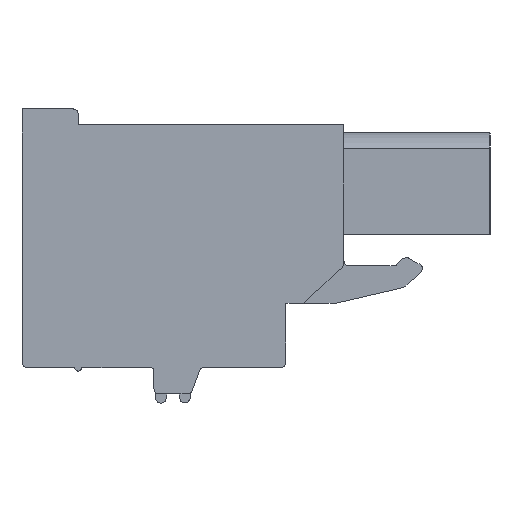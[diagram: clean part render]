
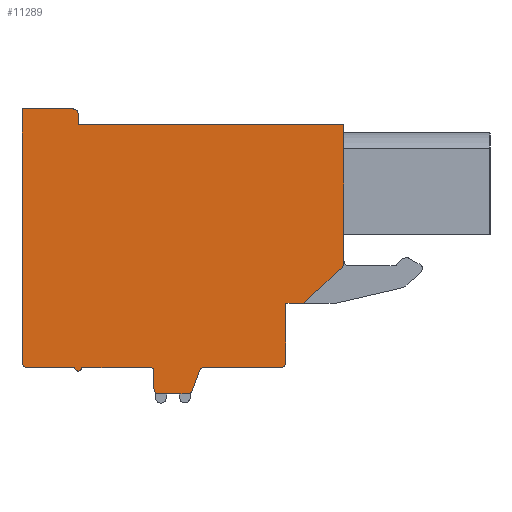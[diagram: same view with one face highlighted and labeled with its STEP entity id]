
A CAD part, left-side view. The second image highlights one B-rep face of the part: STEP entity #11289.
In plain terms, the highlighted planar face has unit normal (-1, 0, 0).
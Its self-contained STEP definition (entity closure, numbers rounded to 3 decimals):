
#468=DIRECTION('',(0.,0.,1.));
#469=VECTOR('',#468,7.87);
#470=CARTESIAN_POINT('',(-51.42,-5.66,-0.91));
#471=LINE('',#470,#469);
#2092=CARTESIAN_POINT('',(-51.42,-5.36,-0.91));
#2093=DIRECTION('',(1.,0.,0.));
#2094=DIRECTION('',(0.,-1.,0.));
#2095=AXIS2_PLACEMENT_3D('',#2092,#2093,#2094);
#2097=DIRECTION('',(0.,0.731,-0.683));
#2098=VECTOR('',#2097,3.018);
#2099=CARTESIAN_POINT('',(-51.42,-5.565,-1.129));
#2100=LINE('',#2099,#2098);
#2101=DIRECTION('',(0.,1.,0.));
#2102=VECTOR('',#2101,1.);
#2103=CARTESIAN_POINT('',(-51.42,-3.36,-3.19));
#2104=LINE('',#2103,#2102);
#2105=DIRECTION('',(0.,0.,-1.));
#2106=VECTOR('',#2105,3.35);
#2107=CARTESIAN_POINT('',(-51.42,-2.36,-3.19));
#2108=LINE('',#2107,#2106);
#2109=CARTESIAN_POINT('',(-51.42,-2.06,-6.54));
#2110=DIRECTION('',(1.,0.,0.));
#2111=DIRECTION('',(0.,-1.,0.));
#2112=AXIS2_PLACEMENT_3D('',#2109,#2110,#2111);
#2114=DIRECTION('',(0.,1.,0.));
#2115=VECTOR('',#2114,4.34);
#2116=CARTESIAN_POINT('',(-51.42,-2.06,-6.84));
#2117=LINE('',#2116,#2115);
#2118=CARTESIAN_POINT('',(-51.42,2.28,-7.14));
#2119=DIRECTION('',(-1.,0.,0.));
#2120=DIRECTION('',(0.,0.,1.));
#2121=AXIS2_PLACEMENT_3D('',#2118,#2119,#2120);
#2123=DIRECTION('',(0.,0.345,-0.939));
#2124=VECTOR('',#2123,1.179);
#2125=CARTESIAN_POINT('',(-51.42,2.562,-7.037));
#2126=LINE('',#2125,#2124);
#2127=CARTESIAN_POINT('',(-51.42,3.25,-8.04));
#2128=DIRECTION('',(1.,0.,0.));
#2129=DIRECTION('',(0.,-0.939,-0.345));
#2130=AXIS2_PLACEMENT_3D('',#2127,#2128,#2129);
#2132=DIRECTION('',(0.,1.,0.));
#2133=VECTOR('',#2132,1.59);
#2134=CARTESIAN_POINT('',(-51.42,3.25,-8.34));
#2135=LINE('',#2134,#2133);
#2136=CARTESIAN_POINT('',(-51.42,4.84,-8.04));
#2137=DIRECTION('',(1.,0.,0.));
#2138=DIRECTION('',(0.,0.,-1.));
#2139=AXIS2_PLACEMENT_3D('',#2136,#2137,#2138);
#2141=DIRECTION('',(0.,0.,1.));
#2142=VECTOR('',#2141,1.);
#2143=CARTESIAN_POINT('',(-51.42,5.14,-8.04));
#2144=LINE('',#2143,#2142);
#2145=CARTESIAN_POINT('',(-51.42,5.34,-7.04));
#2146=DIRECTION('',(-1.,0.,0.));
#2147=DIRECTION('',(0.,-1.,0.));
#2148=AXIS2_PLACEMENT_3D('',#2145,#2146,#2147);
#2150=DIRECTION('',(0.,1.,0.));
#2151=VECTOR('',#2150,3.9);
#2152=CARTESIAN_POINT('',(-51.42,5.34,-6.84));
#2153=LINE('',#2152,#2151);
#2154=CARTESIAN_POINT('',(-51.42,9.44,-6.84));
#2155=DIRECTION('',(1.,0.,0.));
#2156=DIRECTION('',(0.,-1.,0.));
#2157=AXIS2_PLACEMENT_3D('',#2154,#2155,#2156);
#2159=DIRECTION('',(0.,1.,0.));
#2160=VECTOR('',#2159,2.7);
#2161=CARTESIAN_POINT('',(-51.42,9.64,-6.84));
#2162=LINE('',#2161,#2160);
#2163=CARTESIAN_POINT('',(-51.42,12.34,-6.54));
#2164=DIRECTION('',(1.,0.,0.));
#2165=DIRECTION('',(0.,0.,-1.));
#2166=AXIS2_PLACEMENT_3D('',#2163,#2164,#2165);
#2168=DIRECTION('',(0.,0.,1.));
#2169=VECTOR('',#2168,14.4);
#2170=CARTESIAN_POINT('',(-51.42,12.64,-6.54));
#2171=LINE('',#2170,#2169);
#2172=DIRECTION('',(0.,-1.,0.));
#2173=VECTOR('',#2172,2.9);
#2174=CARTESIAN_POINT('',(-51.42,12.64,7.86));
#2175=LINE('',#2174,#2173);
#2176=CARTESIAN_POINT('',(-51.42,9.74,7.56));
#2177=DIRECTION('',(1.,0.,0.));
#2178=DIRECTION('',(0.,0.,1.));
#2179=AXIS2_PLACEMENT_3D('',#2176,#2177,#2178);
#2181=DIRECTION('',(0.,0.,-1.));
#2182=VECTOR('',#2181,0.6);
#2183=CARTESIAN_POINT('',(-51.42,9.44,7.56));
#2184=LINE('',#2183,#2182);
#2185=DIRECTION('',(0.,-1.,0.));
#2186=VECTOR('',#2185,15.1);
#2187=CARTESIAN_POINT('',(-51.42,9.44,6.96));
#2188=LINE('',#2187,#2186);
#6437=CARTESIAN_POINT('',(-51.42,9.44,6.96));
#6438=CARTESIAN_POINT('',(-51.42,-5.66,6.96));
#6439=VERTEX_POINT('',#6437);
#6440=VERTEX_POINT('',#6438);
#6441=CARTESIAN_POINT('',(-51.42,-5.66,-0.91));
#6442=CARTESIAN_POINT('',(-51.42,-5.565,-1.129));
#6443=VERTEX_POINT('',#6441);
#6444=VERTEX_POINT('',#6442);
#6445=CARTESIAN_POINT('',(-51.42,-3.36,-3.19));
#6446=VERTEX_POINT('',#6445);
#6447=CARTESIAN_POINT('',(-51.42,-2.36,-3.19));
#6448=VERTEX_POINT('',#6447);
#6449=CARTESIAN_POINT('',(-51.42,-2.36,-6.54));
#6450=VERTEX_POINT('',#6449);
#6451=CARTESIAN_POINT('',(-51.42,-2.06,-6.84));
#6452=VERTEX_POINT('',#6451);
#6453=CARTESIAN_POINT('',(-51.42,2.28,-6.84));
#6454=VERTEX_POINT('',#6453);
#6455=CARTESIAN_POINT('',(-51.42,2.562,-7.037));
#6456=VERTEX_POINT('',#6455);
#6457=CARTESIAN_POINT('',(-51.42,2.968,-8.143));
#6458=VERTEX_POINT('',#6457);
#6459=CARTESIAN_POINT('',(-51.42,3.25,-8.34));
#6460=VERTEX_POINT('',#6459);
#6461=CARTESIAN_POINT('',(-51.42,4.84,-8.34));
#6462=VERTEX_POINT('',#6461);
#6463=CARTESIAN_POINT('',(-51.42,5.14,-8.04));
#6464=VERTEX_POINT('',#6463);
#6465=CARTESIAN_POINT('',(-51.42,5.14,-7.04));
#6466=VERTEX_POINT('',#6465);
#6467=CARTESIAN_POINT('',(-51.42,5.34,-6.84));
#6468=VERTEX_POINT('',#6467);
#6469=CARTESIAN_POINT('',(-51.42,9.24,-6.84));
#6470=VERTEX_POINT('',#6469);
#6471=CARTESIAN_POINT('',(-51.42,9.64,-6.84));
#6472=VERTEX_POINT('',#6471);
#6473=CARTESIAN_POINT('',(-51.42,12.34,-6.84));
#6474=VERTEX_POINT('',#6473);
#6475=CARTESIAN_POINT('',(-51.42,12.64,-6.54));
#6476=VERTEX_POINT('',#6475);
#6477=CARTESIAN_POINT('',(-51.42,12.64,7.86));
#6478=VERTEX_POINT('',#6477);
#6479=CARTESIAN_POINT('',(-51.42,9.74,7.86));
#6480=VERTEX_POINT('',#6479);
#6481=CARTESIAN_POINT('',(-51.42,9.44,7.56));
#6482=VERTEX_POINT('',#6481);
#11240=CARTESIAN_POINT('',(-51.42,0.,0.));
#11241=DIRECTION('',(1.,0.,0.));
#11242=DIRECTION('',(0.,-1.,0.));
#11243=AXIS2_PLACEMENT_3D('',#11240,#11241,#11242);
#11244=PLANE('',#11243);
#11245=ORIENTED_EDGE('',*,*,#8458,.F.);
#11246=ORIENTED_EDGE('',*,*,#11220,.T.);
#11247=ORIENTED_EDGE('',*,*,#11146,.T.);
#11248=ORIENTED_EDGE('',*,*,#11120,.T.);
#11250=ORIENTED_EDGE('',*,*,#11249,.T.);
#11252=ORIENTED_EDGE('',*,*,#11251,.T.);
#11254=ORIENTED_EDGE('',*,*,#11253,.T.);
#11256=ORIENTED_EDGE('',*,*,#11255,.T.);
#11258=ORIENTED_EDGE('',*,*,#11257,.T.);
#11260=ORIENTED_EDGE('',*,*,#11259,.T.);
#11262=ORIENTED_EDGE('',*,*,#11261,.T.);
#11264=ORIENTED_EDGE('',*,*,#11263,.T.);
#11266=ORIENTED_EDGE('',*,*,#11265,.T.);
#11268=ORIENTED_EDGE('',*,*,#11267,.T.);
#11270=ORIENTED_EDGE('',*,*,#11269,.T.);
#11272=ORIENTED_EDGE('',*,*,#11271,.T.);
#11274=ORIENTED_EDGE('',*,*,#11273,.T.);
#11276=ORIENTED_EDGE('',*,*,#11275,.T.);
#11278=ORIENTED_EDGE('',*,*,#11277,.T.);
#11280=ORIENTED_EDGE('',*,*,#11279,.T.);
#11282=ORIENTED_EDGE('',*,*,#11281,.T.);
#11284=ORIENTED_EDGE('',*,*,#11283,.T.);
#11286=ORIENTED_EDGE('',*,*,#11285,.T.);
#11287=EDGE_LOOP('',(#11245,#11246,#11247,#11248,#11250,#11252,#11254,#11256,
#11258,#11260,#11262,#11264,#11266,#11268,#11270,#11272,#11274,#11276,#11278,
#11280,#11282,#11284,#11286));
#11288=FACE_OUTER_BOUND('',#11287,.F.);
#11289=ADVANCED_FACE('',(#11288),#11244,.F.);
#2096=CIRCLE('',#2095,0.3);
#2113=CIRCLE('',#2112,0.3);
#2122=CIRCLE('',#2121,0.3);
#2131=CIRCLE('',#2130,0.3);
#2140=CIRCLE('',#2139,0.3);
#2149=CIRCLE('',#2148,0.2);
#2158=CIRCLE('',#2157,0.2);
#2167=CIRCLE('',#2166,0.3);
#2180=CIRCLE('',#2179,0.3);
#8458=EDGE_CURVE('',#6443,#6440,#471,.T.);
#11120=EDGE_CURVE('',#6446,#6448,#2104,.T.);
#11146=EDGE_CURVE('',#6444,#6446,#2100,.T.);
#11220=EDGE_CURVE('',#6443,#6444,#2096,.T.);
#11249=EDGE_CURVE('',#6448,#6450,#2108,.T.);
#11251=EDGE_CURVE('',#6450,#6452,#2113,.T.);
#11253=EDGE_CURVE('',#6452,#6454,#2117,.T.);
#11255=EDGE_CURVE('',#6454,#6456,#2122,.T.);
#11257=EDGE_CURVE('',#6456,#6458,#2126,.T.);
#11259=EDGE_CURVE('',#6458,#6460,#2131,.T.);
#11261=EDGE_CURVE('',#6460,#6462,#2135,.T.);
#11263=EDGE_CURVE('',#6462,#6464,#2140,.T.);
#11265=EDGE_CURVE('',#6464,#6466,#2144,.T.);
#11267=EDGE_CURVE('',#6466,#6468,#2149,.T.);
#11269=EDGE_CURVE('',#6468,#6470,#2153,.T.);
#11271=EDGE_CURVE('',#6470,#6472,#2158,.T.);
#11273=EDGE_CURVE('',#6472,#6474,#2162,.T.);
#11275=EDGE_CURVE('',#6474,#6476,#2167,.T.);
#11277=EDGE_CURVE('',#6476,#6478,#2171,.T.);
#11279=EDGE_CURVE('',#6478,#6480,#2175,.T.);
#11281=EDGE_CURVE('',#6480,#6482,#2180,.T.);
#11283=EDGE_CURVE('',#6482,#6439,#2184,.T.);
#11285=EDGE_CURVE('',#6439,#6440,#2188,.T.);
